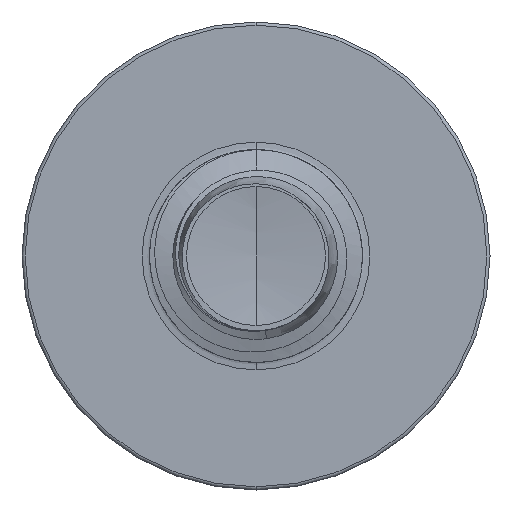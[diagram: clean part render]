
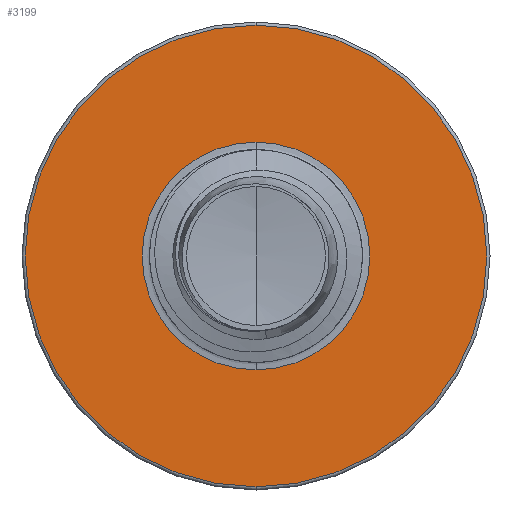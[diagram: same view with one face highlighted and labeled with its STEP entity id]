
A CAD part, front view. The second image highlights one B-rep face of the part: STEP entity #3199.
In plain terms, the highlighted planar face has unit normal (0, -1, 0).
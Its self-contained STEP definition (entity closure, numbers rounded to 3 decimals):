
#28 = AXIS2_PLACEMENT_3D ( 'NONE', #10698, #715, #11693 ) ;
#180 = AXIS2_PLACEMENT_3D ( 'NONE', #12569, #4706, #13252 ) ;
#715 = DIRECTION ( 'NONE',  ( 0., 1., 0. ) ) ;
#929 = FACE_BOUND ( 'NONE', #6851, .T. ) ;
#1285 = CARTESIAN_POINT ( 'NONE',  ( 0., 7.5, -5.425 ) ) ;
#1782 = CARTESIAN_POINT ( 'NONE',  ( 0., 7.5, 2.677 ) ) ;
#2366 = DIRECTION ( 'NONE',  ( 0., 0., 1. ) ) ;
#2370 = DIRECTION ( 'NONE',  ( 0., 1., 0. ) ) ;
#2388 = CARTESIAN_POINT ( 'NONE',  ( 0., 7.5, 0. ) ) ;
#2445 = DIRECTION ( 'NONE',  ( 0., 0., 1. ) ) ;
#2467 = DIRECTION ( 'NONE',  ( 0., 1., 0. ) ) ;
#2495 = CARTESIAN_POINT ( 'NONE',  ( 0., 7.5, 0. ) ) ;
#2792 = CIRCLE ( 'NONE', #180, 2.677 ) ;
#3199 = ADVANCED_FACE ( 'NONE', ( #5987, #929 ), #14815, .F. ) ;
#4144 = ORIENTED_EDGE ( 'NONE', *, *, #14542, .F. ) ;
#4706 = DIRECTION ( 'NONE',  ( 0., 1., 0. ) ) ;
#5776 = CARTESIAN_POINT ( 'NONE',  ( 0., 7.5, -2.677 ) ) ;
#5987 = FACE_OUTER_BOUND ( 'NONE', #14002, .T. ) ;
#6851 = EDGE_LOOP ( 'NONE', ( #16128, #10050 ) ) ;
#7797 = CIRCLE ( 'NONE', #11966, 5.425 ) ;
#8000 = AXIS2_PLACEMENT_3D ( 'NONE', #2495, #2467, #2445 ) ;
#8268 = ORIENTED_EDGE ( 'NONE', *, *, #12501, .F. ) ;
#8317 = CIRCLE ( 'NONE', #8000, 2.677 ) ;
#8827 = CARTESIAN_POINT ( 'NONE',  ( 0., 7.5, 5.425 ) ) ;
#9055 = VERTEX_POINT ( 'NONE', #8827 ) ;
#10050 = ORIENTED_EDGE ( 'NONE', *, *, #12492, .T. ) ;
#10698 = CARTESIAN_POINT ( 'NONE',  ( 0., 7.5, 0. ) ) ;
#11665 = AXIS2_PLACEMENT_3D ( 'NONE', #14792, #14777, #14736 ) ;
#11693 = DIRECTION ( 'NONE',  ( 0., 0., 1. ) ) ;
#11741 = CIRCLE ( 'NONE', #28, 5.425 ) ;
#11966 = AXIS2_PLACEMENT_3D ( 'NONE', #2388, #2370, #2366 ) ;
#12492 = EDGE_CURVE ( 'NONE', #13700, #12580, #8317, .T. ) ;
#12501 = EDGE_CURVE ( 'NONE', #9055, #13622, #7797, .T. ) ;
#12569 = CARTESIAN_POINT ( 'NONE',  ( 0., 7.5, 0. ) ) ;
#12580 = VERTEX_POINT ( 'NONE', #1782 ) ;
#13252 = DIRECTION ( 'NONE',  ( 0., 0., 1. ) ) ;
#13622 = VERTEX_POINT ( 'NONE', #1285 ) ;
#13700 = VERTEX_POINT ( 'NONE', #5776 ) ;
#14002 = EDGE_LOOP ( 'NONE', ( #8268, #4144 ) ) ;
#14542 = EDGE_CURVE ( 'NONE', #13622, #9055, #11741, .T. ) ;
#14621 = EDGE_CURVE ( 'NONE', #12580, #13700, #2792, .T. ) ;
#14736 = DIRECTION ( 'NONE',  ( 0., 0., 1. ) ) ;
#14777 = DIRECTION ( 'NONE',  ( 0., 1., 0. ) ) ;
#14792 = CARTESIAN_POINT ( 'NONE',  ( 0., 7.5, -2.677 ) ) ;
#14815 = PLANE ( 'NONE',  #11665 ) ;
#16128 = ORIENTED_EDGE ( 'NONE', *, *, #14621, .T. ) ;
